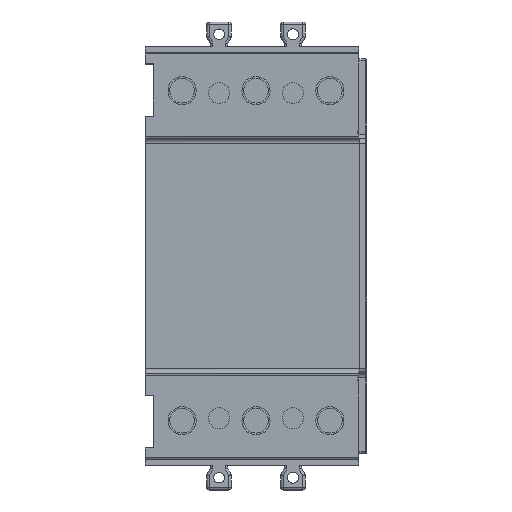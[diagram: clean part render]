
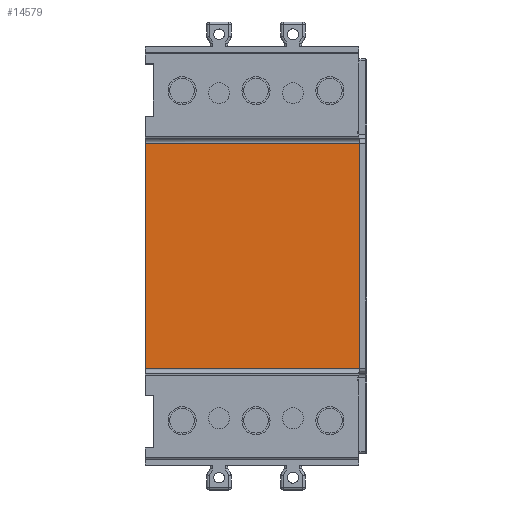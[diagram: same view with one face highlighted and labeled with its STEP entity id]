
A CAD part, top view. The second image highlights one B-rep face of the part: STEP entity #14579.
In plain terms, the highlighted planar face has unit normal (0, 0, 1).
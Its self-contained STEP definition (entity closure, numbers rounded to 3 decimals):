
#2060=DIRECTION('',(-1.,0.,0.));
#2061=VECTOR('',#2060,86.95);
#2062=CARTESIAN_POINT('',(86.95,-7118.515,4462.053));
#2063=LINE('',#2062,#2061);
#2171=DIRECTION('',(0.,-1.,0.));
#2172=VECTOR('',#2171,91.528);
#2173=CARTESIAN_POINT('',(0.,-7118.518,4462.053));
#2174=LINE('',#2173,#2172);
#6610=DIRECTION('',(0.,-1.,0.));
#6611=VECTOR('',#6610,91.53);
#6612=CARTESIAN_POINT('',(86.95,-7118.515,4462.053));
#6613=LINE('',#6612,#6611);
#6617=DIRECTION('',(1.,0.,0.));
#6618=VECTOR('',#6617,86.95);
#6619=CARTESIAN_POINT('',(0.,-7210.045,4462.053));
#6620=LINE('',#6619,#6618);
#7093=CARTESIAN_POINT('',(86.95,-7210.045,4462.053));
#7094=VERTEX_POINT('',#7093);
#7095=CARTESIAN_POINT('',(86.95,-7118.515,4462.053));
#7096=VERTEX_POINT('',#7095);
#7115=CARTESIAN_POINT('',(0.,-7118.518,4462.053));
#7117=VERTEX_POINT('',#7115);
#7160=CARTESIAN_POINT('',(0.,-7210.045,4462.053));
#7161=VERTEX_POINT('',#7160);
#14567=CARTESIAN_POINT('',(0.,0.,4462.053));
#14568=DIRECTION('',(0.,0.,1.));
#14569=DIRECTION('',(1.,0.,0.));
#14570=AXIS2_PLACEMENT_3D('',#14567,#14568,#14569);
#14571=PLANE('',#14570);
#14572=ORIENTED_EDGE('',*,*,#9204,.F.);
#14573=ORIENTED_EDGE('',*,*,#9146,.F.);
#14574=ORIENTED_EDGE('',*,*,#9025,.T.);
#14576=ORIENTED_EDGE('',*,*,#14575,.F.);
#14577=EDGE_LOOP('',(#14572,#14573,#14574,#14576));
#14578=FACE_OUTER_BOUND('',#14577,.F.);
#9025=EDGE_CURVE('',#7096,#7094,#6613,.T.);
#9146=EDGE_CURVE('',#7096,#7117,#2063,.T.);
#9204=EDGE_CURVE('',#7117,#7161,#2174,.T.);
#14575=EDGE_CURVE('',#7161,#7094,#6620,.T.);
#14579=ADVANCED_FACE('',(#14578),#14571,.T.);
